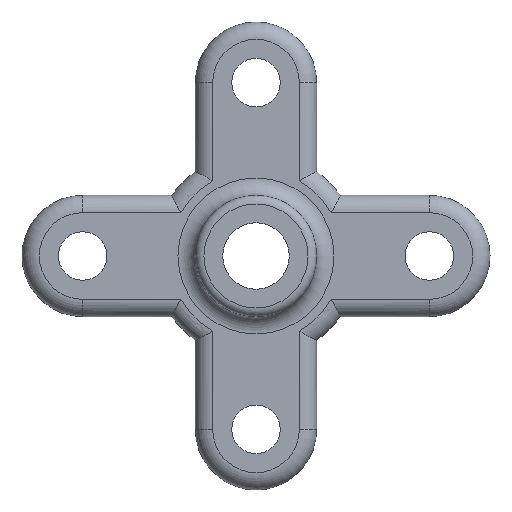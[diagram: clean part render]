
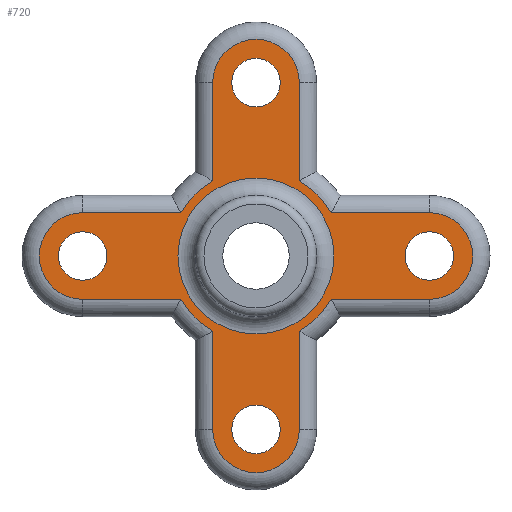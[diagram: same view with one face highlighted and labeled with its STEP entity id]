
A CAD part, left-side view. The second image highlights one B-rep face of the part: STEP entity #720.
In plain terms, the highlighted planar face has unit normal (-1, 0, 0).
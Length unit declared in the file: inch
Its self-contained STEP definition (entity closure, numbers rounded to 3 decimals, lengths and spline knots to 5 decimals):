
#25=LINE('',#1099,#71);
#28=LINE('',#1160,#74);
#29=LINE('',#1178,#75);
#32=LINE('',#1207,#78);
#33=LINE('',#1251,#79);
#36=LINE('',#1260,#82);
#37=LINE('',#1282,#83);
#40=LINE('',#1295,#86);
#71=VECTOR('',#870,0.3937);
#74=VECTOR('',#885,0.3937);
#75=VECTOR('',#888,0.3937);
#78=VECTOR('',#903,0.3937);
#79=VECTOR('',#926,0.3937);
#82=VECTOR('',#933,0.3937);
#83=VECTOR('',#944,0.3937);
#86=VECTOR('',#963,0.3937);
#138=FACE_BOUND('',#232,.T.);
#139=FACE_BOUND('',#233,.T.);
#140=FACE_BOUND('',#234,.T.);
#141=FACE_BOUND('',#235,.T.);
#142=FACE_BOUND('',#236,.T.);
#153=PLANE('',#812);
#187=FACE_OUTER_BOUND('',#231,.T.);
#231=EDGE_LOOP('',(#585,#586,#587,#588,#589,#590,#591,#592,#593,#594,#595,
#596,#597,#598,#599,#600));
#232=EDGE_LOOP('',(#601,#602));
#233=EDGE_LOOP('',(#603));
#234=EDGE_LOOP('',(#604));
#235=EDGE_LOOP('',(#605));
#236=EDGE_LOOP('',(#606));
#264=CIRCLE('',#763,0.25);
#270=CIRCLE('',#772,0.125);
#271=CIRCLE('',#775,0.25);
#274=CIRCLE('',#779,0.25);
#276=CIRCLE('',#782,0.125);
#280=CIRCLE('',#789,0.125);
#283=CIRCLE('',#794,0.25);
#286=CIRCLE('',#798,0.125);
#291=CIRCLE('',#813,0.225);
#292=CIRCLE('',#814,0.225);
#293=CIRCLE('',#815,0.07);
#294=CIRCLE('',#816,0.07);
#295=CIRCLE('',#817,0.07);
#296=CIRCLE('',#818,0.07);
#312=VERTEX_POINT('',#1097);
#313=VERTEX_POINT('',#1098);
#316=VERTEX_POINT('',#1119);
#317=VERTEX_POINT('',#1120);
#322=VERTEX_POINT('',#1157);
#323=VERTEX_POINT('',#1159);
#324=VERTEX_POINT('',#1176);
#325=VERTEX_POINT('',#1177);
#328=VERTEX_POINT('',#1198);
#331=VERTEX_POINT('',#1206);
#333=VERTEX_POINT('',#1228);
#335=VERTEX_POINT('',#1246);
#338=VERTEX_POINT('',#1257);
#339=VERTEX_POINT('',#1259);
#341=VERTEX_POINT('',#1277);
#342=VERTEX_POINT('',#1288);
#353=VERTEX_POINT('',#1331);
#354=VERTEX_POINT('',#1332);
#355=VERTEX_POINT('',#1335);
#356=VERTEX_POINT('',#1337);
#357=VERTEX_POINT('',#1339);
#358=VERTEX_POINT('',#1341);
#379=EDGE_CURVE('',#312,#313,#25,.T.);
#383=EDGE_CURVE('',#316,#317,#264,.T.);
#389=EDGE_CURVE('',#322,#323,#28,.T.);
#391=EDGE_CURVE('',#324,#325,#29,.T.);
#397=EDGE_CURVE('',#325,#328,#270,.T.);
#399=EDGE_CURVE('',#328,#331,#32,.T.);
#401=EDGE_CURVE('',#323,#324,#271,.T.);
#404=EDGE_CURVE('',#331,#333,#274,.T.);
#407=EDGE_CURVE('',#335,#322,#276,.T.);
#409=EDGE_CURVE('',#317,#335,#33,.T.);
#413=EDGE_CURVE('',#338,#339,#36,.T.);
#416=EDGE_CURVE('',#341,#338,#280,.T.);
#418=EDGE_CURVE('',#333,#341,#37,.T.);
#421=EDGE_CURVE('',#339,#312,#283,.T.);
#424=EDGE_CURVE('',#313,#342,#286,.T.);
#426=EDGE_CURVE('',#342,#316,#40,.T.);
#444=EDGE_CURVE('',#353,#354,#291,.T.);
#445=EDGE_CURVE('',#354,#353,#292,.T.);
#446=EDGE_CURVE('',#355,#355,#293,.T.);
#447=EDGE_CURVE('',#356,#356,#294,.T.);
#448=EDGE_CURVE('',#357,#357,#295,.T.);
#449=EDGE_CURVE('',#358,#358,#296,.T.);
#585=ORIENTED_EDGE('',*,*,#413,.F.);
#586=ORIENTED_EDGE('',*,*,#416,.F.);
#587=ORIENTED_EDGE('',*,*,#418,.F.);
#588=ORIENTED_EDGE('',*,*,#404,.F.);
#589=ORIENTED_EDGE('',*,*,#399,.F.);
#590=ORIENTED_EDGE('',*,*,#397,.F.);
#591=ORIENTED_EDGE('',*,*,#391,.F.);
#592=ORIENTED_EDGE('',*,*,#401,.F.);
#593=ORIENTED_EDGE('',*,*,#389,.F.);
#594=ORIENTED_EDGE('',*,*,#407,.F.);
#595=ORIENTED_EDGE('',*,*,#409,.F.);
#596=ORIENTED_EDGE('',*,*,#383,.F.);
#597=ORIENTED_EDGE('',*,*,#426,.F.);
#598=ORIENTED_EDGE('',*,*,#424,.F.);
#599=ORIENTED_EDGE('',*,*,#379,.F.);
#600=ORIENTED_EDGE('',*,*,#421,.F.);
#601=ORIENTED_EDGE('',*,*,#444,.F.);
#602=ORIENTED_EDGE('',*,*,#445,.F.);
#603=ORIENTED_EDGE('',*,*,#446,.T.);
#604=ORIENTED_EDGE('',*,*,#447,.F.);
#605=ORIENTED_EDGE('',*,*,#448,.T.);
#606=ORIENTED_EDGE('',*,*,#449,.F.);
#720=ADVANCED_FACE('',(#187,#138,#139,#140,#141,#142),#153,.F.);
#763=AXIS2_PLACEMENT_3D('',#1121,#876,#877);
#772=AXIS2_PLACEMENT_3D('',#1202,#898,#899);
#775=AXIS2_PLACEMENT_3D('',#1223,#906,#907);
#779=AXIS2_PLACEMENT_3D('',#1229,#914,#915);
#782=AXIS2_PLACEMENT_3D('',#1248,#920,#921);
#789=AXIS2_PLACEMENT_3D('',#1279,#938,#939);
#794=AXIS2_PLACEMENT_3D('',#1286,#950,#951);
#798=AXIS2_PLACEMENT_3D('',#1292,#958,#959);
#812=AXIS2_PLACEMENT_3D('',#1330,#1001,#1002);
#813=AXIS2_PLACEMENT_3D('',#1333,#1003,#1004);
#814=AXIS2_PLACEMENT_3D('',#1334,#1005,#1006);
#815=AXIS2_PLACEMENT_3D('',#1336,#1007,#1008);
#816=AXIS2_PLACEMENT_3D('',#1338,#1009,#1010);
#817=AXIS2_PLACEMENT_3D('',#1340,#1011,#1012);
#818=AXIS2_PLACEMENT_3D('',#1342,#1013,#1014);
#870=DIRECTION('',(0.,0.,1.));
#876=DIRECTION('center_axis',(1.,0.,0.));
#877=DIRECTION('ref_axis',(0.,-0.707,0.707));
#885=DIRECTION('',(0.,1.,0.));
#888=DIRECTION('',(0.,0.,-1.));
#898=DIRECTION('center_axis',(1.,0.,0.));
#899=DIRECTION('ref_axis',(0.,0.,-1.));
#903=DIRECTION('',(0.,0.,1.));
#906=DIRECTION('center_axis',(1.,0.,0.));
#907=DIRECTION('ref_axis',(0.,-0.707,-0.707));
#914=DIRECTION('center_axis',(1.,0.,0.));
#915=DIRECTION('ref_axis',(0.,0.707,-0.707));
#920=DIRECTION('center_axis',(1.,0.,0.));
#921=DIRECTION('ref_axis',(0.,-1.,0.));
#926=DIRECTION('',(0.,-1.,0.));
#933=DIRECTION('',(0.,-1.,0.));
#938=DIRECTION('center_axis',(1.,0.,0.));
#939=DIRECTION('ref_axis',(0.,1.,0.));
#944=DIRECTION('',(0.,1.,0.));
#950=DIRECTION('center_axis',(1.,0.,0.));
#951=DIRECTION('ref_axis',(0.,0.707,0.707));
#958=DIRECTION('center_axis',(1.,0.,0.));
#959=DIRECTION('ref_axis',(0.,0.,1.));
#963=DIRECTION('',(0.,0.,-1.));
#1001=DIRECTION('center_axis',(1.,0.,0.));
#1002=DIRECTION('ref_axis',(0.,0.,-1.));
#1003=DIRECTION('center_axis',(-1.,0.,0.));
#1004=DIRECTION('ref_axis',(0.,0.,-1.));
#1005=DIRECTION('center_axis',(-1.,0.,0.));
#1006=DIRECTION('ref_axis',(0.,0.,-1.));
#1007=DIRECTION('center_axis',(1.,0.,0.));
#1008=DIRECTION('ref_axis',(0.,0.,-1.));
#1009=DIRECTION('center_axis',(-1.,0.,0.));
#1010=DIRECTION('ref_axis',(0.,0.,-1.));
#1011=DIRECTION('center_axis',(1.,0.,0.));
#1012=DIRECTION('ref_axis',(0.,0.,-1.));
#1013=DIRECTION('center_axis',(-1.,0.,0.));
#1014=DIRECTION('ref_axis',(0.,0.,-1.));
#1097=CARTESIAN_POINT('',(0.,0.125,0.21651));
#1098=CARTESIAN_POINT('',(0.,0.125,0.5));
#1099=CARTESIAN_POINT('',(0.,0.125,0.08927));
#1119=CARTESIAN_POINT('',(0.,-0.125,0.21651));
#1120=CARTESIAN_POINT('',(0.,-0.21651,0.125));
#1121=CARTESIAN_POINT('Origin',(0.,0.,0.));
#1157=CARTESIAN_POINT('',(0.,-0.5,-0.125));
#1159=CARTESIAN_POINT('',(0.,-0.21651,-0.125));
#1160=CARTESIAN_POINT('',(0.,-0.08927,-0.125));
#1176=CARTESIAN_POINT('',(0.,-0.125,-0.21651));
#1177=CARTESIAN_POINT('',(0.,-0.125,-0.5));
#1178=CARTESIAN_POINT('',(0.,-0.125,-0.08927));
#1198=CARTESIAN_POINT('',(0.,0.125,-0.5));
#1202=CARTESIAN_POINT('Origin',(0.,0.,-0.5));
#1206=CARTESIAN_POINT('',(0.,0.125,-0.21651));
#1207=CARTESIAN_POINT('',(0.,0.125,-0.25));
#1223=CARTESIAN_POINT('Origin',(0.,0.,0.));
#1228=CARTESIAN_POINT('',(0.,0.21651,-0.125));
#1229=CARTESIAN_POINT('Origin',(0.,0.,0.));
#1246=CARTESIAN_POINT('',(0.,-0.5,0.125));
#1248=CARTESIAN_POINT('Origin',(0.,-0.5,0.));
#1251=CARTESIAN_POINT('',(0.,-0.25,0.125));
#1257=CARTESIAN_POINT('',(0.,0.5,0.125));
#1259=CARTESIAN_POINT('',(0.,0.21651,0.125));
#1260=CARTESIAN_POINT('',(0.,0.08927,0.125));
#1277=CARTESIAN_POINT('',(0.,0.5,-0.125));
#1279=CARTESIAN_POINT('Origin',(0.,0.5,0.));
#1282=CARTESIAN_POINT('',(0.,0.25,-0.125));
#1286=CARTESIAN_POINT('Origin',(0.,0.,0.));
#1288=CARTESIAN_POINT('',(0.,-0.125,0.5));
#1292=CARTESIAN_POINT('Origin',(0.,0.,0.5));
#1295=CARTESIAN_POINT('',(0.,-0.125,0.25));
#1330=CARTESIAN_POINT('Origin',(0.,0.,0.));
#1331=CARTESIAN_POINT('',(0.,0.,0.225));
#1332=CARTESIAN_POINT('',(0.,0.,-0.225));
#1333=CARTESIAN_POINT('Origin',(0.,0.,0.));
#1334=CARTESIAN_POINT('Origin',(0.,0.,0.));
#1335=CARTESIAN_POINT('',(0.,-0.5,0.07));
#1336=CARTESIAN_POINT('Origin',(0.,-0.5,0.));
#1337=CARTESIAN_POINT('',(0.,0.,-0.43));
#1338=CARTESIAN_POINT('Origin',(0.,0.,-0.5));
#1339=CARTESIAN_POINT('',(0.,0.5,0.07));
#1340=CARTESIAN_POINT('Origin',(0.,0.5,0.));
#1341=CARTESIAN_POINT('',(0.,0.,0.57));
#1342=CARTESIAN_POINT('Origin',(0.,0.,0.5));
